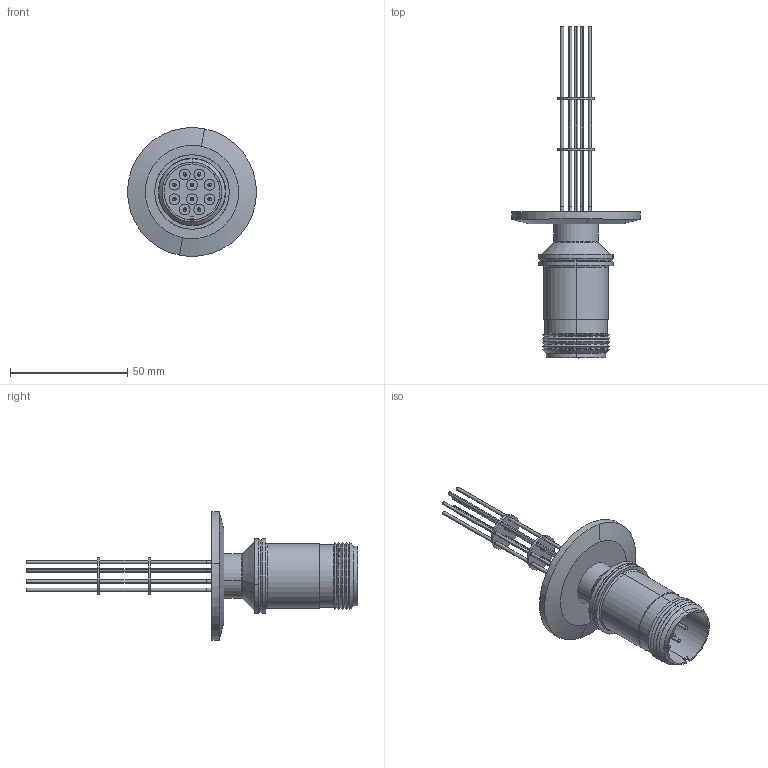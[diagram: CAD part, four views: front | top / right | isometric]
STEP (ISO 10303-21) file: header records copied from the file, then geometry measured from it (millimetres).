
FILE_DESCRIPTION (( 'STEP AP203' ), '1' );
FILE_NAME ('A0194-11-QF.STEP', '2012-06-28T14:35:29', ( '' ), ( '' ), 'SwSTEP 2.0', 'SolidWorks 2012', '' );
FILE_SCHEMA (( 'CONFIG_CONTROL_DESIGN' ));
Length unit declared in the file: inch
Products named in the file (1): A0194-11-QF
Bounding box: 54.97 x 141.48 x 54.97 mm (x, y, z)
Volume: 21068.9 mm3; surface area: 27156.8 mm2
Topology: 1 solids, 1 shells, 409 faces, 872 edges, 534 vertices
Faces by surface type: cylinder 210, torus 90, plane 83, cone 26
Entity records: 11491 total; most frequent: DIRECTION 2260, CARTESIAN_POINT 2014, ORIENTED_EDGE 1744, AXIS2_PLACEMENT_3D 1002, EDGE_CURVE 872, CIRCLE 592, VERTEX_POINT 534, EDGE_LOOP 522
